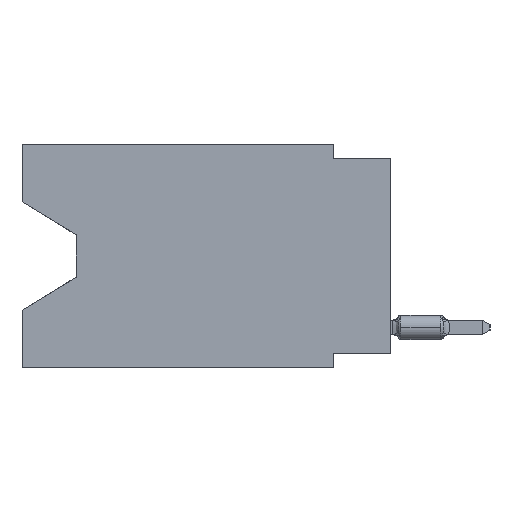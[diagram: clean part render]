
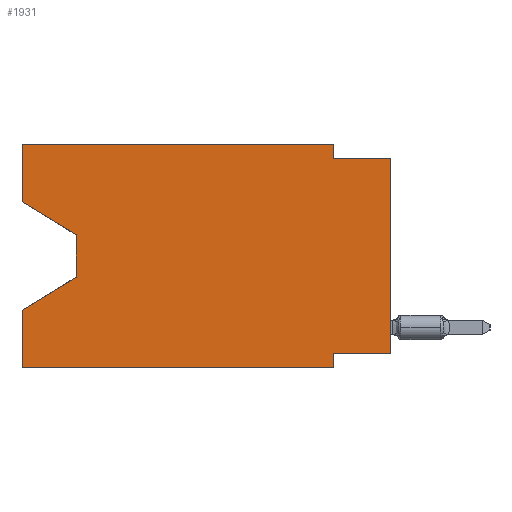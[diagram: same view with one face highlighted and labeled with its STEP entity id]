
A CAD part, left-side view. The second image highlights one B-rep face of the part: STEP entity #1931.
In plain terms, the highlighted planar face has unit normal (-1, 0, 0).
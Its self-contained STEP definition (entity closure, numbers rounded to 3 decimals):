
#90 = VERTEX_POINT ( 'NONE', #35618 ) ;
#142 = CARTESIAN_POINT ( 'NONE',  ( 0., 16.383, 0. ) ) ;
#566 = LINE ( 'NONE', #71088, #25603 ) ;
#934 = LINE ( 'NONE', #12439, #47692 ) ;
#1802 = LINE ( 'NONE', #24051, #12623 ) ;
#1931 = ADVANCED_FACE ( 'NONE', ( #9375 ), #73028, .F. ) ;
#2109 = VECTOR ( 'NONE', #2230, 1000. ) ;
#2151 = VECTOR ( 'NONE', #74185, 1000. ) ;
#2230 = DIRECTION ( 'NONE',  ( 0., -0.855, -0.519 ) ) ;
#4505 = CARTESIAN_POINT ( 'NONE',  ( 0., 0., -0.635 ) ) ;
#4994 = EDGE_CURVE ( 'NONE', #71752, #22731, #66126, .T. ) ;
#6266 = EDGE_CURVE ( 'NONE', #90, #22731, #68415, .T. ) ;
#6673 = DIRECTION ( 'NONE',  ( 0., 1., 0. ) ) ;
#7481 = LINE ( 'NONE', #55018, #59570 ) ;
#9375 = FACE_OUTER_BOUND ( 'NONE', #16447, .T. ) ;
#10925 = CARTESIAN_POINT ( 'NONE',  ( 0., 2.54, -9.906 ) ) ;
#12439 = CARTESIAN_POINT ( 'NONE',  ( 0., 16.383, 0. ) ) ;
#12446 = VERTEX_POINT ( 'NONE', #20457 ) ;
#12487 = ORIENTED_EDGE ( 'NONE', *, *, #59871, .F. ) ;
#12623 = VECTOR ( 'NONE', #29435, 1000. ) ;
#13120 = LINE ( 'NONE', #47654, #59008 ) ;
#14208 = EDGE_CURVE ( 'NONE', #23820, #36853, #51587, .T. ) ;
#14693 = VERTEX_POINT ( 'NONE', #41495 ) ;
#14885 = DIRECTION ( 'NONE',  ( 0., -1., 0. ) ) ;
#15134 = DIRECTION ( 'NONE',  ( 1., 0., 0. ) ) ;
#16447 = EDGE_LOOP ( 'NONE', ( #48040, #62645, #25282, #31438, #70474, #72355, #41838, #45491, #12487, #43459, #19927, #64421 ) ) ;
#17016 = DIRECTION ( 'NONE',  ( 0., 0., 1. ) ) ;
#17844 = VERTEX_POINT ( 'NONE', #66498 ) ;
#19277 = CARTESIAN_POINT ( 'NONE',  ( 0., 13.97, -5.893 ) ) ;
#19713 = DIRECTION ( 'NONE',  ( 0., 0.855, -0.519 ) ) ;
#19927 = ORIENTED_EDGE ( 'NONE', *, *, #25940, .F. ) ;
#20457 = CARTESIAN_POINT ( 'NONE',  ( 0., 16.383, 0. ) ) ;
#22731 = VERTEX_POINT ( 'NONE', #27611 ) ;
#23526 = DIRECTION ( 'NONE',  ( 0., -1., 0. ) ) ;
#23820 = VERTEX_POINT ( 'NONE', #66016 ) ;
#24051 = CARTESIAN_POINT ( 'NONE',  ( 0., 2.54, 0. ) ) ;
#24131 = AXIS2_PLACEMENT_3D ( 'NONE', #56541, #15134, #43909 ) ;
#24657 = VERTEX_POINT ( 'NONE', #25556 ) ;
#25282 = ORIENTED_EDGE ( 'NONE', *, *, #4994, .T. ) ;
#25556 = CARTESIAN_POINT ( 'NONE',  ( 0., 13.97, -4.013 ) ) ;
#25603 = VECTOR ( 'NONE', #6673, 1000. ) ;
#25860 = DIRECTION ( 'NONE',  ( 0., -1., 0. ) ) ;
#25940 = EDGE_CURVE ( 'NONE', #12446, #75798, #53059, .T. ) ;
#26597 = CARTESIAN_POINT ( 'NONE',  ( 0., 13.97, -5.893 ) ) ;
#27611 = CARTESIAN_POINT ( 'NONE',  ( 0., 16.383, -7.36 ) ) ;
#29435 = DIRECTION ( 'NONE',  ( 0., 0., -1. ) ) ;
#31364 = LINE ( 'NONE', #49755, #2109 ) ;
#31438 = ORIENTED_EDGE ( 'NONE', *, *, #6266, .F. ) ;
#33925 = VECTOR ( 'NONE', #14885, 1000. ) ;
#33962 = VECTOR ( 'NONE', #17016, 1000. ) ;
#35459 = CARTESIAN_POINT ( 'NONE',  ( 0., 0., -9.271 ) ) ;
#35618 = CARTESIAN_POINT ( 'NONE',  ( 0., 16.383, -9.906 ) ) ;
#35844 = DIRECTION ( 'NONE',  ( 0., 0., 1. ) ) ;
#36808 = DIRECTION ( 'NONE',  ( 0., 0., -1. ) ) ;
#36853 = VERTEX_POINT ( 'NONE', #60897 ) ;
#37707 = EDGE_CURVE ( 'NONE', #75798, #17844, #1802, .T. ) ;
#41495 = CARTESIAN_POINT ( 'NONE',  ( 0., 16.383, -2.546 ) ) ;
#41838 = ORIENTED_EDGE ( 'NONE', *, *, #49075, .F. ) ;
#42550 = VECTOR ( 'NONE', #19713, 1000. ) ;
#43459 = ORIENTED_EDGE ( 'NONE', *, *, #37707, .F. ) ;
#43909 = DIRECTION ( 'NONE',  ( 0., 0., -1. ) ) ;
#44788 = LINE ( 'NONE', #45169, #33925 ) ;
#45169 = CARTESIAN_POINT ( 'NONE',  ( 0., 0., -0.635 ) ) ;
#45491 = ORIENTED_EDGE ( 'NONE', *, *, #52011, .T. ) ;
#47654 = CARTESIAN_POINT ( 'NONE',  ( 0., 0., 0. ) ) ;
#47692 = VECTOR ( 'NONE', #35844, 1000. ) ;
#48040 = ORIENTED_EDGE ( 'NONE', *, *, #70861, .T. ) ;
#49075 = EDGE_CURVE ( 'NONE', #71582, #23820, #566, .T. ) ;
#49213 = EDGE_CURVE ( 'NONE', #14693, #12446, #934, .T. ) ;
#49422 = VECTOR ( 'NONE', #36808, 1000. ) ;
#49755 = CARTESIAN_POINT ( 'NONE',  ( 0., 16.383, -2.546 ) ) ;
#51587 = LINE ( 'NONE', #10925, #2151 ) ;
#52011 = EDGE_CURVE ( 'NONE', #71582, #56065, #13120, .T. ) ;
#53059 = LINE ( 'NONE', #142, #58987 ) ;
#54139 = DIRECTION ( 'NONE',  ( 0., 0., 1. ) ) ;
#55018 = CARTESIAN_POINT ( 'NONE',  ( 0., 16.383, -9.906 ) ) ;
#56065 = VERTEX_POINT ( 'NONE', #4505 ) ;
#56397 = CARTESIAN_POINT ( 'NONE',  ( 0., 2.54, 0. ) ) ;
#56541 = CARTESIAN_POINT ( 'NONE',  ( 0., 16.383, 0. ) ) ;
#58051 = CARTESIAN_POINT ( 'NONE',  ( 0., 16.383, 0. ) ) ;
#58987 = VECTOR ( 'NONE', #23526, 1000. ) ;
#59008 = VECTOR ( 'NONE', #54139, 1000. ) ;
#59570 = VECTOR ( 'NONE', #25860, 1000. ) ;
#59871 = EDGE_CURVE ( 'NONE', #17844, #56065, #44788, .T. ) ;
#60897 = CARTESIAN_POINT ( 'NONE',  ( 0., 2.54, -9.906 ) ) ;
#62645 = ORIENTED_EDGE ( 'NONE', *, *, #64695, .T. ) ;
#64421 = ORIENTED_EDGE ( 'NONE', *, *, #49213, .F. ) ;
#64695 = EDGE_CURVE ( 'NONE', #24657, #71752, #71677, .T. ) ;
#66016 = CARTESIAN_POINT ( 'NONE',  ( 0., 2.54, -9.271 ) ) ;
#66126 = LINE ( 'NONE', #26597, #42550 ) ;
#66498 = CARTESIAN_POINT ( 'NONE',  ( 0., 2.54, -0.635 ) ) ;
#68415 = LINE ( 'NONE', #58051, #33962 ) ;
#70103 = EDGE_CURVE ( 'NONE', #90, #36853, #7481, .T. ) ;
#70474 = ORIENTED_EDGE ( 'NONE', *, *, #70103, .T. ) ;
#70861 = EDGE_CURVE ( 'NONE', #14693, #24657, #31364, .T. ) ;
#70932 = CARTESIAN_POINT ( 'NONE',  ( 0., 13.97, -4.013 ) ) ;
#71088 = CARTESIAN_POINT ( 'NONE',  ( 0., 0., -9.271 ) ) ;
#71582 = VERTEX_POINT ( 'NONE', #35459 ) ;
#71677 = LINE ( 'NONE', #70932, #49422 ) ;
#71752 = VERTEX_POINT ( 'NONE', #19277 ) ;
#72355 = ORIENTED_EDGE ( 'NONE', *, *, #14208, .F. ) ;
#73028 = PLANE ( 'NONE',  #24131 ) ;
#74185 = DIRECTION ( 'NONE',  ( 0., 0., -1. ) ) ;
#75798 = VERTEX_POINT ( 'NONE', #56397 ) ;
